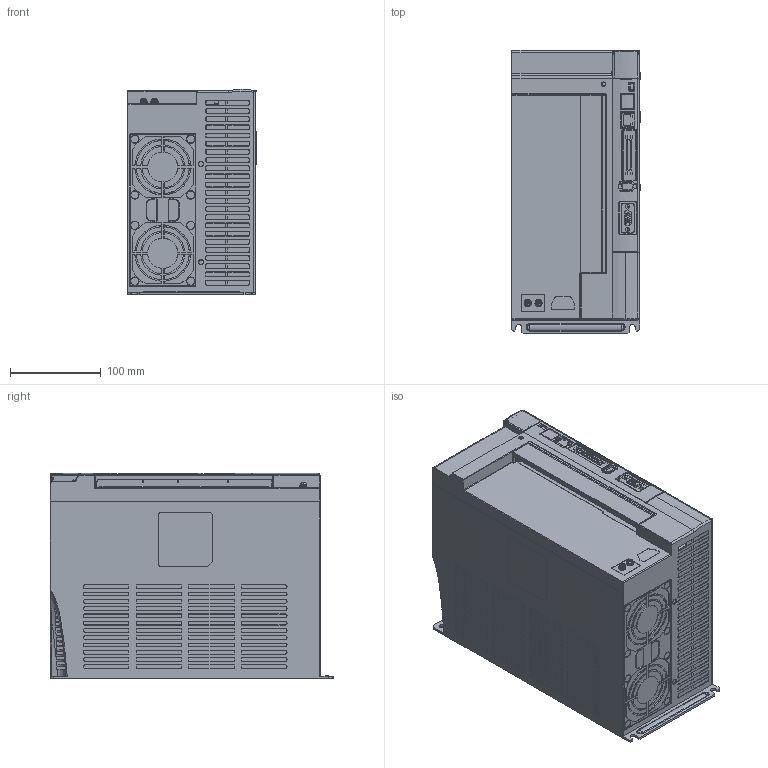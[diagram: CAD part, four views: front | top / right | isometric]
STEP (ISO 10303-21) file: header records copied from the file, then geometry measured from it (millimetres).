
FILE_DESCRIPTION (( 'STEP AP214' ), '1' );
FILE_NAME ('SV2A-4750_3D_All_20200930 1st B3c Extcoord NEW2C.STEP', '2021-02-08T23:23:17', ( '' ), ( '' ), 'SwSTEP 2.0', 'SolidWorks 2017', '' );
FILE_SCHEMA (( 'AUTOMOTIVE_DESIGN' ));
Length unit declared in the file: inch
Products named in the file (1): SV2A-4750_3D_All_20200930 1st B3c Extcoord NEW2C
Bounding box: 142 x 312 x 226.1 mm (x, y, z)
Volume: 8992424.1 mm3; surface area: 386960 mm2
Topology: 4 solids, 5 shells, 3969 faces, 10620 edges, 6883 vertices
Faces by surface type: plane 2159, bspline 725, cylinder 644, cone 439, torus 2
Entity records: 211144 total; most frequent: CARTESIAN_POINT 77266, ORIENTED_EDGE 21164, DIRECTION 13983, EDGE_CURVE 10582, VERTEX_POINT 6883, VECTOR 5201, LINE 5201, AXIS2_PLACEMENT_3D 4391
